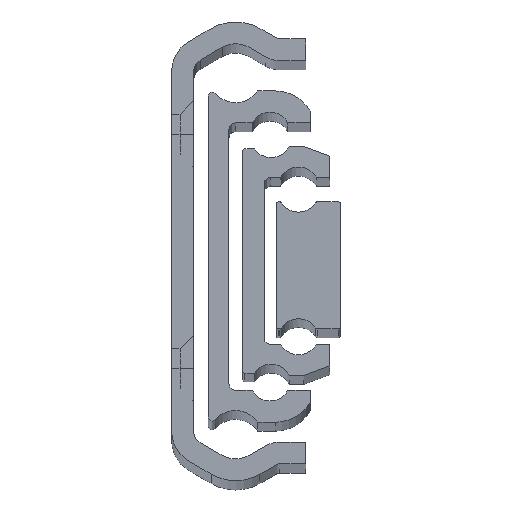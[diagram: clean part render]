
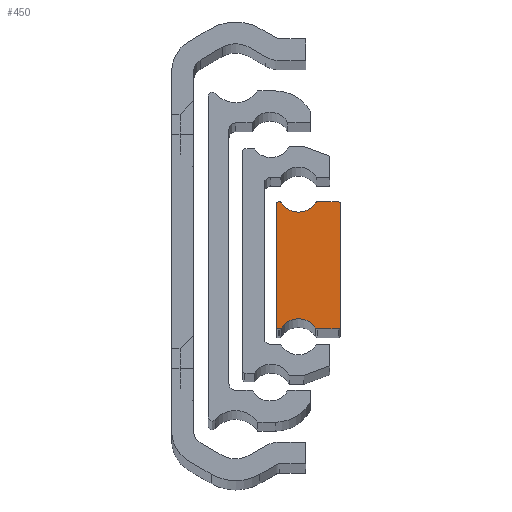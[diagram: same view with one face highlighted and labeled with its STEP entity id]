
A CAD part, top view. The second image highlights one B-rep face of the part: STEP entity #450.
In plain terms, the highlighted planar face has unit normal (0, 0, 1).
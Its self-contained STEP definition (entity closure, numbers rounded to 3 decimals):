
#27 = AXIS2_PLACEMENT_3D ( 'NONE', #2227, #2230, #2231 ) ;
#199 = EDGE_CURVE ( 'NONE', #3655, #3791, #1455, .T. ) ;
#206 = EDGE_CURVE ( 'NONE', #3784, #3652, #3271, .T. ) ;
#209 = EDGE_CURVE ( 'NONE', #3605, #3602, #1479, .T. ) ;
#211 = EDGE_CURVE ( 'NONE', #3602, #3571, #1484, .T. ) ;
#212 = EDGE_CURVE ( 'NONE', #3652, #3605, #1485, .T. ) ;
#215 = EDGE_CURVE ( 'NONE', #3571, #3608, #1491, .T. ) ;
#218 = EDGE_CURVE ( 'NONE', #3608, #3662, #1495, .T. ) ;
#221 = EDGE_CURVE ( 'NONE', #3662, #3587, #1494, .T. ) ;
#224 = EDGE_CURVE ( 'NONE', #3587, #3655, #1504, .T. ) ;
#230 = EDGE_CURVE ( 'NONE', #3596, #3574, #1513, .T. ) ;
#231 = EDGE_CURVE ( 'NONE', #3590, #3596, #1510, .T. ) ;
#233 = EDGE_CURVE ( 'NONE', #3791, #3590, #1518, .T. ) ;
#235 = EDGE_CURVE ( 'NONE', #3574, #3588, #1521, .T. ) ;
#238 = EDGE_CURVE ( 'NONE', #3588, #3573, #1525, .T. ) ;
#241 = EDGE_CURVE ( 'NONE', #3573, #3567, #1524, .T. ) ;
#244 = EDGE_CURVE ( 'NONE', #3567, #3784, #1534, .T. ) ;
#450 = ADVANCED_FACE ( 'NONE', ( #2525 ), #2228, .T. ) ;
#651 = CARTESIAN_POINT ( 'NONE',  ( 19.75, 9.2, 751.5 ) ) ;
#654 = CARTESIAN_POINT ( 'NONE',  ( 10.25, 9.3, 751.5 ) ) ;
#661 = CARTESIAN_POINT ( 'NONE',  ( 10.68, 9.5, 751.5 ) ) ;
#783 = CARTESIAN_POINT ( 'NONE',  ( 19.75, -9.2, 751.5 ) ) ;
#790 = CARTESIAN_POINT ( 'NONE',  ( 10.25, -9.3, 751.5 ) ) ;
#1285 = EDGE_LOOP ( 'NONE', ( #1431, #1432, #1433, #1434, #1435, #1436, #1437, #1438, #1439, #1440, #1441, #1442, #1443, #1444, #1445, #1446 ) ) ;
#1431 = ORIENTED_EDGE ( 'NONE', *, *, #212, .T. ) ;
#1432 = ORIENTED_EDGE ( 'NONE', *, *, #209, .T. ) ;
#1433 = ORIENTED_EDGE ( 'NONE', *, *, #211, .T. ) ;
#1434 = ORIENTED_EDGE ( 'NONE', *, *, #215, .T. ) ;
#1435 = ORIENTED_EDGE ( 'NONE', *, *, #218, .T. ) ;
#1436 = ORIENTED_EDGE ( 'NONE', *, *, #221, .T. ) ;
#1437 = ORIENTED_EDGE ( 'NONE', *, *, #224, .T. ) ;
#1438 = ORIENTED_EDGE ( 'NONE', *, *, #199, .T. ) ;
#1439 = ORIENTED_EDGE ( 'NONE', *, *, #233, .T. ) ;
#1440 = ORIENTED_EDGE ( 'NONE', *, *, #231, .T. ) ;
#1441 = ORIENTED_EDGE ( 'NONE', *, *, #230, .T. ) ;
#1442 = ORIENTED_EDGE ( 'NONE', *, *, #235, .T. ) ;
#1443 = ORIENTED_EDGE ( 'NONE', *, *, #238, .T. ) ;
#1444 = ORIENTED_EDGE ( 'NONE', *, *, #241, .T. ) ;
#1445 = ORIENTED_EDGE ( 'NONE', *, *, #244, .T. ) ;
#1446 = ORIENTED_EDGE ( 'NONE', *, *, #206, .T. ) ;
#1455 = LINE ( 'NONE', #3633, #1469 ) ;
#1469 = VECTOR ( 'NONE', #3572, 1000. ) ;
#1476 = VECTOR ( 'NONE', #3419, 1000. ) ;
#1479 = LINE ( 'NONE', #3497, #1476 ) ;
#1484 = CIRCLE ( 'NONE', #4328, 0.3 ) ;
#1485 = CIRCLE ( 'NONE', #4334, 0.3 ) ;
#1491 = CIRCLE ( 'NONE', #4335, 3.04 ) ;
#1493 = VECTOR ( 'NONE', #3445, 1000. ) ;
#1494 = LINE ( 'NONE', #3446, #1493 ) ;
#1495 = CIRCLE ( 'NONE', #4337, 0.3 ) ;
#1504 = CIRCLE ( 'NONE', #4340, 0.2 ) ;
#1505 = VECTOR ( 'NONE', #3437, 1000. ) ;
#1510 = LINE ( 'NONE', #3417, #1505 ) ;
#1513 = CIRCLE ( 'NONE', #4342, 0.3 ) ;
#1518 = CIRCLE ( 'NONE', #4343, 0.2 ) ;
#1521 = CIRCLE ( 'NONE', #4341, 3.04 ) ;
#1523 = VECTOR ( 'NONE', #3393, 1000. ) ;
#1524 = LINE ( 'NONE', #3424, #1523 ) ;
#1525 = CIRCLE ( 'NONE', #4347, 0.3 ) ;
#1534 = CIRCLE ( 'NONE', #4350, 0.3 ) ;
#2227 = CARTESIAN_POINT ( 'NONE',  ( 19.45, 9.2, 751.5 ) ) ;
#2228 = PLANE ( 'NONE',  #27 ) ;
#2230 = DIRECTION ( 'NONE',  ( 0., 0., 1. ) ) ;
#2231 = DIRECTION ( 'NONE',  ( 1., 0., 0. ) ) ;
#2454 = CARTESIAN_POINT ( 'NONE',  ( 16.067, 9.361, 751.5 ) ) ;
#2462 = CARTESIAN_POINT ( 'NONE',  ( 19.45, -9.5, 751.5 ) ) ;
#2465 = CARTESIAN_POINT ( 'NONE',  ( 16.32, -9.5, 751.5 ) ) ;
#2466 = CARTESIAN_POINT ( 'NONE',  ( 10.933, -9.361, 751.5 ) ) ;
#2477 = CARTESIAN_POINT ( 'NONE',  ( 10.45, 9.5, 751.5 ) ) ;
#2478 = CARTESIAN_POINT ( 'NONE',  ( 16.067, -9.361, 751.5 ) ) ;
#2480 = CARTESIAN_POINT ( 'NONE',  ( 10.45, -9.5, 751.5 ) ) ;
#2486 = CARTESIAN_POINT ( 'NONE',  ( 10.68, -9.5, 751.5 ) ) ;
#2492 = CARTESIAN_POINT ( 'NONE',  ( 16.32, 9.5, 751.5 ) ) ;
#2494 = CARTESIAN_POINT ( 'NONE',  ( 19.45, 9.5, 751.5 ) ) ;
#2497 = CARTESIAN_POINT ( 'NONE',  ( 10.933, 9.361, 751.5 ) ) ;
#2525 = FACE_OUTER_BOUND ( 'NONE', #1285, .T. ) ;
#3234 = VECTOR ( 'NONE', #3458, 1000. ) ;
#3271 = LINE ( 'NONE', #3501, #3234 ) ;
#3386 = DIRECTION ( 'NONE',  ( 1., 0., 0. ) ) ;
#3390 = CARTESIAN_POINT ( 'NONE',  ( 13.5, -10.99, 751.5 ) ) ;
#3393 = DIRECTION ( 'NONE',  ( 1., 0., 0. ) ) ;
#3394 = DIRECTION ( 'NONE',  ( 1., 0., 0. ) ) ;
#3396 = DIRECTION ( 'NONE',  ( 1., 0., 0. ) ) ;
#3399 = DIRECTION ( 'NONE',  ( 0., 0., 1. ) ) ;
#3410 = CARTESIAN_POINT ( 'NONE',  ( 16.32, -9.2, 751.5 ) ) ;
#3411 = DIRECTION ( 'NONE',  ( 0., 0., -1. ) ) ;
#3417 = CARTESIAN_POINT ( 'NONE',  ( 10.45, -9.5, 751.5 ) ) ;
#3419 = DIRECTION ( 'NONE',  ( -1., 0., 0. ) ) ;
#3421 = DIRECTION ( 'NONE',  ( 1., 0., 0. ) ) ;
#3422 = DIRECTION ( 'NONE',  ( 0., 0., 1. ) ) ;
#3424 = CARTESIAN_POINT ( 'NONE',  ( 16.32, -9.5, 751.5 ) ) ;
#3425 = CARTESIAN_POINT ( 'NONE',  ( 19.45, -9.2, 751.5 ) ) ;
#3435 = CARTESIAN_POINT ( 'NONE',  ( 19.45, 9.2, 751.5 ) ) ;
#3437 = DIRECTION ( 'NONE',  ( 1., 0., 0. ) ) ;
#3441 = DIRECTION ( 'NONE',  ( 1., 0., 0. ) ) ;
#3442 = DIRECTION ( 'NONE',  ( 0., 0., 1. ) ) ;
#3444 = CARTESIAN_POINT ( 'NONE',  ( 10.45, 9.3, 751.5 ) ) ;
#3445 = DIRECTION ( 'NONE',  ( -1., 0., 0. ) ) ;
#3446 = CARTESIAN_POINT ( 'NONE',  ( 10.68, 9.5, 751.5 ) ) ;
#3453 = DIRECTION ( 'NONE',  ( 1., 0., 0. ) ) ;
#3458 = DIRECTION ( 'NONE',  ( 0., 1., 0. ) ) ;
#3459 = DIRECTION ( 'NONE',  ( 0., 0., -1. ) ) ;
#3461 = DIRECTION ( 'NONE',  ( 0., 0., 1. ) ) ;
#3485 = CARTESIAN_POINT ( 'NONE',  ( 10.68, 9.2, 751.5 ) ) ;
#3497 = CARTESIAN_POINT ( 'NONE',  ( 19.45, 9.5, 751.5 ) ) ;
#3501 = CARTESIAN_POINT ( 'NONE',  ( 19.75, -9.2, 751.5 ) ) ;
#3522 = DIRECTION ( 'NONE',  ( 1., 0., 0. ) ) ;
#3523 = DIRECTION ( 'NONE',  ( 0., 0., 1. ) ) ;
#3527 = DIRECTION ( 'NONE',  ( 0., 0., 1. ) ) ;
#3528 = DIRECTION ( 'NONE',  ( 0., 0., 1. ) ) ;
#3530 = DIRECTION ( 'NONE',  ( 1., 0., 0. ) ) ;
#3532 = CARTESIAN_POINT ( 'NONE',  ( 13.5, 10.99, 751.5 ) ) ;
#3539 = DIRECTION ( 'NONE',  ( 1., 0., 0. ) ) ;
#3545 = DIRECTION ( 'NONE',  ( 1., 0., 0. ) ) ;
#3546 = CARTESIAN_POINT ( 'NONE',  ( 16.32, 9.2, 751.5 ) ) ;
#3548 = DIRECTION ( 'NONE',  ( 0., 0., 1. ) ) ;
#3549 = CARTESIAN_POINT ( 'NONE',  ( 10.68, -9.2, 751.5 ) ) ;
#3550 = CARTESIAN_POINT ( 'NONE',  ( 10.45, -9.3, 751.5 ) ) ;
#3567 = VERTEX_POINT ( 'NONE', #2462 ) ;
#3571 = VERTEX_POINT ( 'NONE', #2454 ) ;
#3572 = DIRECTION ( 'NONE',  ( 0., -1., 0. ) ) ;
#3573 = VERTEX_POINT ( 'NONE', #2465 ) ;
#3574 = VERTEX_POINT ( 'NONE', #2466 ) ;
#3587 = VERTEX_POINT ( 'NONE', #2477 ) ;
#3588 = VERTEX_POINT ( 'NONE', #2478 ) ;
#3590 = VERTEX_POINT ( 'NONE', #2480 ) ;
#3596 = VERTEX_POINT ( 'NONE', #2486 ) ;
#3602 = VERTEX_POINT ( 'NONE', #2492 ) ;
#3605 = VERTEX_POINT ( 'NONE', #2494 ) ;
#3608 = VERTEX_POINT ( 'NONE', #2497 ) ;
#3633 = CARTESIAN_POINT ( 'NONE',  ( 10.25, 9.3, 751.5 ) ) ;
#3652 = VERTEX_POINT ( 'NONE', #651 ) ;
#3655 = VERTEX_POINT ( 'NONE', #654 ) ;
#3662 = VERTEX_POINT ( 'NONE', #661 ) ;
#3784 = VERTEX_POINT ( 'NONE', #783 ) ;
#3791 = VERTEX_POINT ( 'NONE', #790 ) ;
#4328 = AXIS2_PLACEMENT_3D ( 'NONE', #3546, #3461, #3530 ) ;
#4334 = AXIS2_PLACEMENT_3D ( 'NONE', #3435, #3523, #3539 ) ;
#4335 = AXIS2_PLACEMENT_3D ( 'NONE', #3532, #3459, #3386 ) ;
#4337 = AXIS2_PLACEMENT_3D ( 'NONE', #3485, #3548, #3545 ) ;
#4340 = AXIS2_PLACEMENT_3D ( 'NONE', #3444, #3442, #3441 ) ;
#4341 = AXIS2_PLACEMENT_3D ( 'NONE', #3390, #3411, #3453 ) ;
#4342 = AXIS2_PLACEMENT_3D ( 'NONE', #3549, #3527, #3394 ) ;
#4343 = AXIS2_PLACEMENT_3D ( 'NONE', #3550, #3422, #3421 ) ;
#4347 = AXIS2_PLACEMENT_3D ( 'NONE', #3410, #3528, #3396 ) ;
#4350 = AXIS2_PLACEMENT_3D ( 'NONE', #3425, #3399, #3522 ) ;
